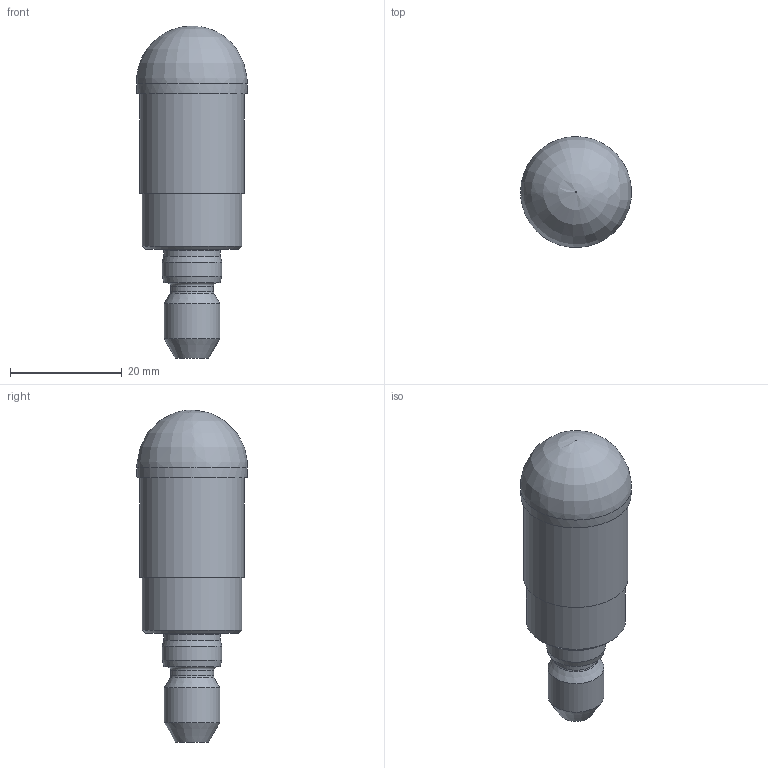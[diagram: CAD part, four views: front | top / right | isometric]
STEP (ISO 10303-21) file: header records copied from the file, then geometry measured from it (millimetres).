
FILE_DESCRIPTION(/* description */ (''),/* implementation_level */ '2;1');
FILE_NAME(/* name */ '20K3R040M10_CXP20_SIM.stp',/* time_stamp */ '2019-02-12T09:51:13+01:00',/* author */ (''),/* organization */ (''),/* preprocessor_version */ 'ST-DEVELOPER v15',/* originating_system */ 'SIEMENS PLM Software NX 8.5',/* authorisation */ '');
FILE_SCHEMA (('AUTOMOTIVE_DESIGN { 1 0 10303 214 3 1 1 1 }'));
Length unit declared in the file: millimetre
Products named in the file (1): hm151F5C2F24sqv0
Bounding box: 19.87 x 19.85 x 59.5 mm (x, y, z)
Volume: 13813.2 mm3; surface area: 4210.6 mm2
Topology: 2 solids, 2 shells, 28 faces, 54 edges, 33 vertices
Faces by surface type: cone 8, plane 7, cylinder 7, torus 3, revolution 2, sphere 1
Full cylindrical faces by diameter (mm): 2 x1, 7.7 x1, 10 x1, 10.1 x1, 10.675 x1, 17.8 x1, 18.715 x1
Entity records: 605 total; most frequent: DIRECTION 111, CARTESIAN_POINT 91, AXIS2_PLACEMENT_3D 54, EDGE_LOOP 52, ORIENTED_EDGE 52, FACE_BOUND 50, ADVANCED_FACE 28, VERTEX_POINT 27
